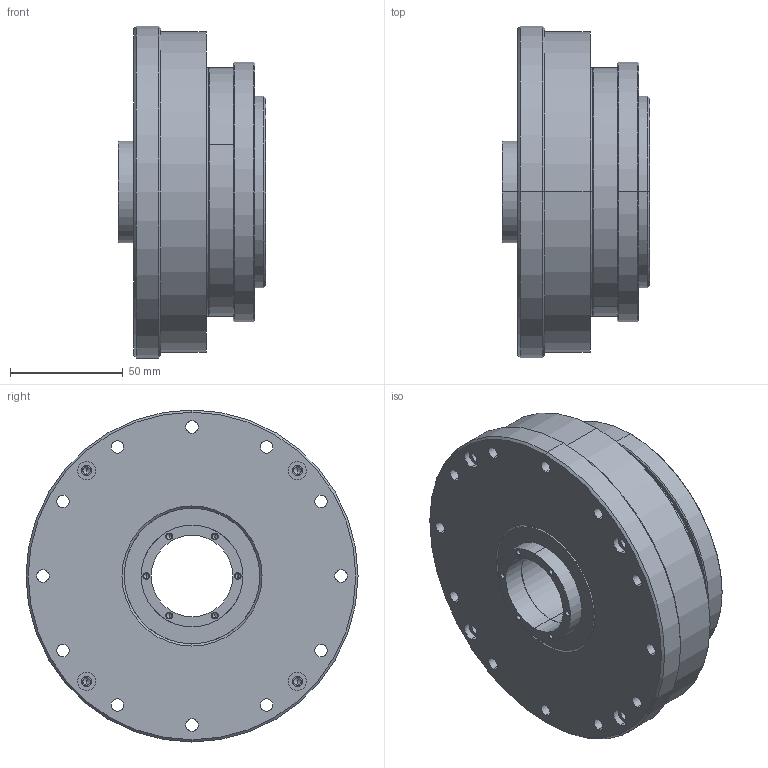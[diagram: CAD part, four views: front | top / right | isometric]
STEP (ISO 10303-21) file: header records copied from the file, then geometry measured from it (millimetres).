
FILE_DESCRIPTION (( 'STEP AP203' ), '1' );
FILE_NAME ('GSHG32-¡¼-2UH(20160720).STEP', '2016-07-20T03:23:15', ( 'user' ), ( '' ), 'SwSTEP 2.0', 'SolidWorks 2012', '' );
FILE_SCHEMA (( 'CONFIG_CONTROL_DESIGN' ));
Length unit declared in the file: millimetre
Products named in the file (1): GSHG32-□-2UH(20160720)
Bounding box: 65.5 x 147 x 147 mm (x, y, z)
Volume: 535535.4 mm3; surface area: 221045.7 mm2
Topology: 8 solids, 8 shells, 588 faces, 1420 edges, 876 vertices
Faces by surface type: cylinder 386, cone 118, plane 74, torus 10
Entity records: 17507 total; most frequent: DIRECTION 3394, CARTESIAN_POINT 2825, ORIENTED_EDGE 2720, AXIS2_PLACEMENT_3D 1445, EDGE_CURVE 1360, EDGE_LOOP 876, VERTEX_POINT 876, CIRCLE 856
